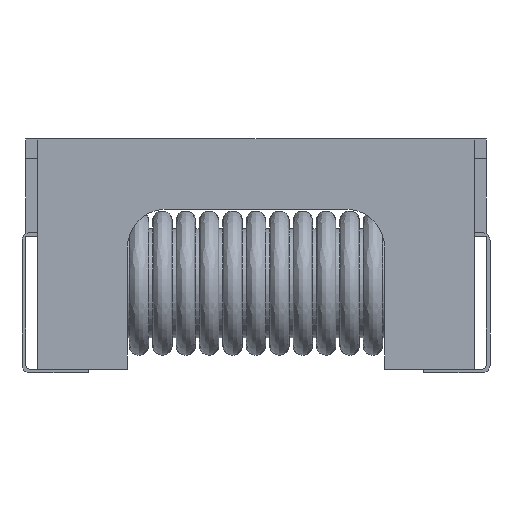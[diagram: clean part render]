
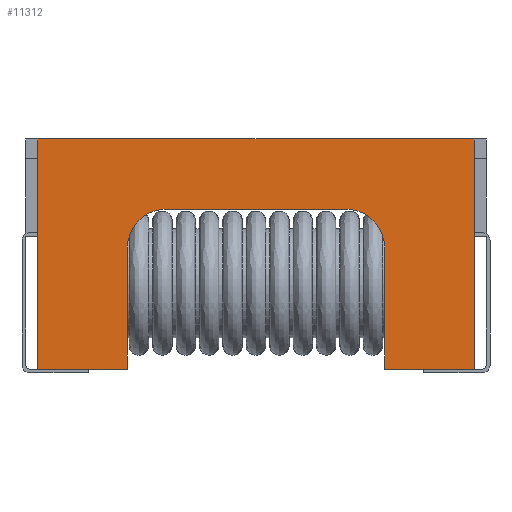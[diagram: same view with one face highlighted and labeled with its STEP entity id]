
A CAD part, front view. The second image highlights one B-rep face of the part: STEP entity #11312.
In plain terms, the highlighted planar face has unit normal (0, -1, 0).
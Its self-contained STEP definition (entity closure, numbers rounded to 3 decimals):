
#597 = VERTEX_POINT ( 'NONE', #7135 ) ;
#788 = CARTESIAN_POINT ( 'NONE',  ( 3.3, -5.5, 0.1 ) ) ;
#1074 = DIRECTION ( 'NONE',  ( 0., 0., -1. ) ) ;
#1754 = CARTESIAN_POINT ( 'NONE',  ( 5.6, -5.5, 0.1 ) ) ;
#2093 = ORIENTED_EDGE ( 'NONE', *, *, #14149, .F. ) ;
#2642 = LINE ( 'NONE', #7116, #18075 ) ;
#3063 = AXIS2_PLACEMENT_3D ( 'NONE', #15863, #11337, #9640 ) ;
#3343 = ORIENTED_EDGE ( 'NONE', *, *, #9376, .F. ) ;
#3543 = AXIS2_PLACEMENT_3D ( 'NONE', #4827, #5122, #11196 ) ;
#3675 = CIRCLE ( 'NONE', #3063, 1. ) ;
#3864 = PLANE ( 'NONE',  #17490 ) ;
#3875 = VERTEX_POINT ( 'NONE', #17326 ) ;
#3979 = CARTESIAN_POINT ( 'NONE',  ( -3.3, -5.5, 0.1 ) ) ;
#4259 = FACE_OUTER_BOUND ( 'NONE', #5700, .T. ) ;
#4603 = VECTOR ( 'NONE', #11565, 1000. ) ;
#4643 = ORIENTED_EDGE ( 'NONE', *, *, #18958, .F. ) ;
#4827 = CARTESIAN_POINT ( 'NONE',  ( -2.3, -5.5, 3.2 ) ) ;
#5122 = DIRECTION ( 'NONE',  ( 0., -1., 0. ) ) ;
#5192 = EDGE_CURVE ( 'NONE', #17025, #597, #7323, .T. ) ;
#5332 = EDGE_CURVE ( 'NONE', #597, #11993, #11478, .T. ) ;
#5433 = VECTOR ( 'NONE', #10703, 1000. ) ;
#5466 = VECTOR ( 'NONE', #6227, 1000. ) ;
#5700 = EDGE_LOOP ( 'NONE', ( #12059, #7738, #7214, #2093, #10798, #3343, #4643, #17707, #6145, #9391 ) ) ;
#5722 = CARTESIAN_POINT ( 'NONE',  ( -2.3, -5.5, 4.2 ) ) ;
#5773 = LINE ( 'NONE', #8860, #11954 ) ;
#6068 = CARTESIAN_POINT ( 'NONE',  ( -5.6, -5.5, 0.1 ) ) ;
#6145 = ORIENTED_EDGE ( 'NONE', *, *, #5192, .F. ) ;
#6213 = DIRECTION ( 'NONE',  ( 1., 0., 0. ) ) ;
#6227 = DIRECTION ( 'NONE',  ( -1., 0., 0. ) ) ;
#6311 = LINE ( 'NONE', #7607, #11484 ) ;
#7116 = CARTESIAN_POINT ( 'NONE',  ( 3.3, -5.5, 3.2 ) ) ;
#7135 = CARTESIAN_POINT ( 'NONE',  ( -2.3, -5.5, 4.2 ) ) ;
#7196 = EDGE_CURVE ( 'NONE', #8595, #10260, #15084, .T. ) ;
#7214 = ORIENTED_EDGE ( 'NONE', *, *, #17312, .T. ) ;
#7323 = LINE ( 'NONE', #5722, #5433 ) ;
#7607 = CARTESIAN_POINT ( 'NONE',  ( 0., -5.5, 6. ) ) ;
#7738 = ORIENTED_EDGE ( 'NONE', *, *, #8906, .F. ) ;
#8265 = VERTEX_POINT ( 'NONE', #17168 ) ;
#8595 = VERTEX_POINT ( 'NONE', #6068 ) ;
#8860 = CARTESIAN_POINT ( 'NONE',  ( 5.6, -5.5, 5.5 ) ) ;
#8906 = EDGE_CURVE ( 'NONE', #3875, #18765, #10038, .T. ) ;
#9287 = CARTESIAN_POINT ( 'NONE',  ( 5.6, -5.5, 6. ) ) ;
#9376 = EDGE_CURVE ( 'NONE', #17360, #8595, #13808, .T. ) ;
#9391 = ORIENTED_EDGE ( 'NONE', *, *, #17544, .F. ) ;
#9640 = DIRECTION ( 'NONE',  ( 0., 0., 1. ) ) ;
#10038 = LINE ( 'NONE', #10134, #10558 ) ;
#10134 = CARTESIAN_POINT ( 'NONE',  ( 5.6, -5.5, 0.1 ) ) ;
#10260 = VERTEX_POINT ( 'NONE', #16143 ) ;
#10558 = VECTOR ( 'NONE', #14760, 1000. ) ;
#10703 = DIRECTION ( 'NONE',  ( -1., 0., 0. ) ) ;
#10798 = ORIENTED_EDGE ( 'NONE', *, *, #7196, .F. ) ;
#11196 = DIRECTION ( 'NONE',  ( 0., 0., -1. ) ) ;
#11312 = ADVANCED_FACE ( 'NONE', ( #4259 ), #3864, .T. ) ;
#11337 = DIRECTION ( 'NONE',  ( 0., -1., 0. ) ) ;
#11478 = CIRCLE ( 'NONE', #3543, 1. ) ;
#11484 = VECTOR ( 'NONE', #6213, 1000. ) ;
#11565 = DIRECTION ( 'NONE',  ( 0., 0., 1. ) ) ;
#11954 = VECTOR ( 'NONE', #16079, 1000. ) ;
#11993 = VERTEX_POINT ( 'NONE', #17498 ) ;
#12059 = ORIENTED_EDGE ( 'NONE', *, *, #19683, .F. ) ;
#12579 = VERTEX_POINT ( 'NONE', #9287 ) ;
#13223 = LINE ( 'NONE', #19347, #17739 ) ;
#13808 = LINE ( 'NONE', #1754, #5466 ) ;
#14149 = EDGE_CURVE ( 'NONE', #10260, #12579, #6311, .T. ) ;
#14548 = DIRECTION ( 'NONE',  ( 0., 0., -1. ) ) ;
#14743 = CARTESIAN_POINT ( 'NONE',  ( 0., -5.5, 5.5 ) ) ;
#14760 = DIRECTION ( 'NONE',  ( -1., 0., 0. ) ) ;
#15084 = LINE ( 'NONE', #19183, #4603 ) ;
#15398 = CARTESIAN_POINT ( 'NONE',  ( 2.3, -5.5, 4.2 ) ) ;
#15863 = CARTESIAN_POINT ( 'NONE',  ( 2.3, -5.5, 3.2 ) ) ;
#16079 = DIRECTION ( 'NONE',  ( 0., 0., 1. ) ) ;
#16143 = CARTESIAN_POINT ( 'NONE',  ( -5.6, -5.5, 6. ) ) ;
#17025 = VERTEX_POINT ( 'NONE', #15398 ) ;
#17168 = CARTESIAN_POINT ( 'NONE',  ( 3.3, -5.5, 3.2 ) ) ;
#17312 = EDGE_CURVE ( 'NONE', #3875, #12579, #5773, .T. ) ;
#17326 = CARTESIAN_POINT ( 'NONE',  ( 5.6, -5.5, 0.1 ) ) ;
#17360 = VERTEX_POINT ( 'NONE', #3979 ) ;
#17490 = AXIS2_PLACEMENT_3D ( 'NONE', #14743, #17838, #1074 ) ;
#17498 = CARTESIAN_POINT ( 'NONE',  ( -3.3, -5.5, 3.2 ) ) ;
#17544 = EDGE_CURVE ( 'NONE', #8265, #17025, #3675, .T. ) ;
#17707 = ORIENTED_EDGE ( 'NONE', *, *, #5332, .F. ) ;
#17739 = VECTOR ( 'NONE', #14548, 1000. ) ;
#17809 = DIRECTION ( 'NONE',  ( 0., 0., 1. ) ) ;
#17838 = DIRECTION ( 'NONE',  ( 0., -1., 0. ) ) ;
#18075 = VECTOR ( 'NONE', #17809, 1000. ) ;
#18765 = VERTEX_POINT ( 'NONE', #788 ) ;
#18958 = EDGE_CURVE ( 'NONE', #11993, #17360, #13223, .T. ) ;
#19183 = CARTESIAN_POINT ( 'NONE',  ( -5.6, -5.5, 5.5 ) ) ;
#19347 = CARTESIAN_POINT ( 'NONE',  ( -3.3, -5.5, 3.2 ) ) ;
#19683 = EDGE_CURVE ( 'NONE', #18765, #8265, #2642, .T. ) ;
